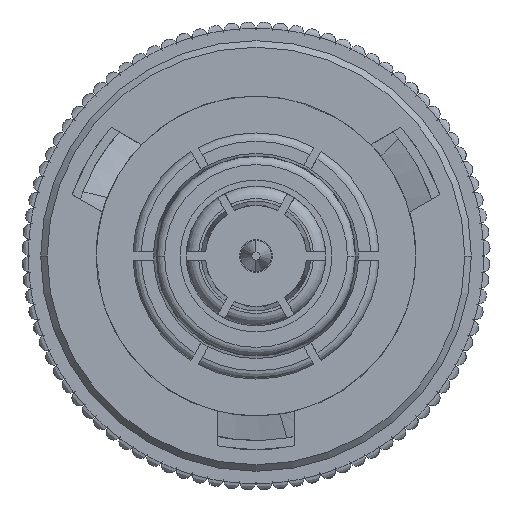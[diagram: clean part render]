
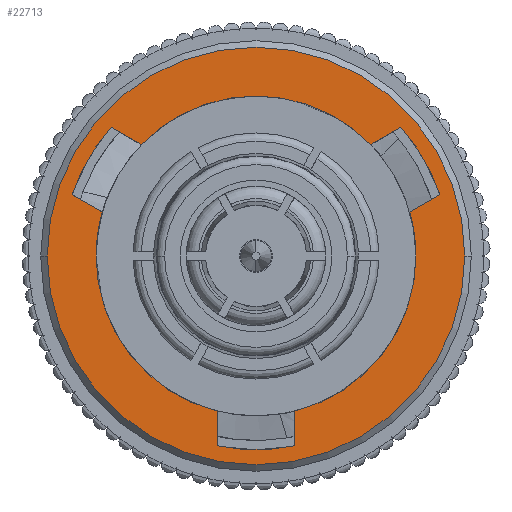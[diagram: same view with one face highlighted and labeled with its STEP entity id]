
A CAD part, left-side view. The second image highlights one B-rep face of the part: STEP entity #22713.
In plain terms, the highlighted face is planar.
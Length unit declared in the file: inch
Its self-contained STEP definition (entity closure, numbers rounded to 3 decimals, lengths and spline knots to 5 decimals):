
#522 = ORIENTED_EDGE ( 'NONE', *, *, #21486, .F. ) ;
#1146 = LINE ( 'NONE', #15264, #23194 ) ;
#1644 = DIRECTION ( 'NONE',  ( 1., 0., 0. ) ) ;
#1718 = DIRECTION ( 'NONE',  ( 0., 1., 0. ) ) ;
#1762 = FACE_OUTER_BOUND ( 'NONE', #25716, .T. ) ;
#1787 = ORIENTED_EDGE ( 'NONE', *, *, #5080, .F. ) ;
#1878 = AXIS2_PLACEMENT_3D ( 'NONE', #14400, #1644, #22702 ) ;
#1989 = DIRECTION ( 'NONE',  ( 1., 0., 0. ) ) ;
#2414 = VERTEX_POINT ( 'NONE', #4897 ) ;
#2458 = VERTEX_POINT ( 'NONE', #19392 ) ;
#3005 = CARTESIAN_POINT ( 'NONE',  ( 0., -0.05343, -0.18754 ) ) ;
#3049 = AXIS2_PLACEMENT_3D ( 'NONE', #25313, #4812, #21229 ) ;
#3506 = DIRECTION ( 'NONE',  ( 1., 0., 0. ) ) ;
#3538 = PLANE ( 'NONE',  #12858 ) ;
#3633 = DIRECTION ( 'NONE',  ( 0., 0., 1. ) ) ;
#3648 = DIRECTION ( 'NONE',  ( 0., 0., 1. ) ) ;
#3686 = CARTESIAN_POINT ( 'NONE',  ( 0., 0., 0. ) ) ;
#3828 = EDGE_CURVE ( 'NONE', #4904, #7786, #23779, .T. ) ;
#4770 = CARTESIAN_POINT ( 'NONE',  ( 0., 0., 0. ) ) ;
#4802 = ORIENTED_EDGE ( 'NONE', *, *, #11287, .F. ) ;
#4812 = DIRECTION ( 'NONE',  ( -1., 0., 0. ) ) ;
#4897 = CARTESIAN_POINT ( 'NONE',  ( 0., 0., -0.2545 ) ) ;
#4904 = VERTEX_POINT ( 'NONE', #22697 ) ;
#4990 = VERTEX_POINT ( 'NONE', #6931 ) ;
#5080 = EDGE_CURVE ( 'NONE', #25682, #2414, #7395, .T. ) ;
#5352 = VERTEX_POINT ( 'NONE', #13396 ) ;
#5682 = VERTEX_POINT ( 'NONE', #3005 ) ;
#5918 = CARTESIAN_POINT ( 'NONE',  ( 0., 0., 0.195 ) ) ;
#6228 = VERTEX_POINT ( 'NONE', #5918 ) ;
#6357 = ORIENTED_EDGE ( 'NONE', *, *, #14468, .F. ) ;
#6411 = DIRECTION ( 'NONE',  ( 0., 0.5, 0.866 ) ) ;
#6460 = CARTESIAN_POINT ( 'NONE',  ( 0., -0.07456, -0.22414 ) ) ;
#6499 = VECTOR ( 'NONE', #24447, 39.37008 ) ;
#6653 = CIRCLE ( 'NONE', #1878, 0.23622 ) ;
#6778 = AXIS2_PLACEMENT_3D ( 'NONE', #7196, #19562, #15452 ) ;
#6884 = ORIENTED_EDGE ( 'NONE', *, *, #11484, .T. ) ;
#6923 = DIRECTION ( 'NONE',  ( 0., 0., 1. ) ) ;
#6931 = CARTESIAN_POINT ( 'NONE',  ( 0., 0.2314, -0.0475 ) ) ;
#7196 = CARTESIAN_POINT ( 'NONE',  ( 0., 0., 0. ) ) ;
#7237 = EDGE_CURVE ( 'NONE', #14089, #22555, #6653, .T. ) ;
#7395 = CIRCLE ( 'NONE', #22584, 0.2545 ) ;
#7786 = VERTEX_POINT ( 'NONE', #20919 ) ;
#8437 = CARTESIAN_POINT ( 'NONE',  ( 0., -0.07456, -0.22414 ) ) ;
#8496 = LINE ( 'NONE', #16764, #12587 ) ;
#9030 = AXIS2_PLACEMENT_3D ( 'NONE', #4770, #10712, #6923 ) ;
#9183 = ORIENTED_EDGE ( 'NONE', *, *, #18225, .F. ) ;
#9327 = CARTESIAN_POINT ( 'NONE',  ( 0., 0., 0. ) ) ;
#9443 = EDGE_CURVE ( 'NONE', #22555, #25301, #1146, .T. ) ;
#9904 = DIRECTION ( 'NONE',  ( -1., 0., 0. ) ) ;
#9999 = EDGE_CURVE ( 'NONE', #2414, #25682, #19282, .T. ) ;
#10009 = CIRCLE ( 'NONE', #22624, 0.195 ) ;
#10250 = DIRECTION ( 'NONE',  ( 0., 0., 1. ) ) ;
#10670 = ORIENTED_EDGE ( 'NONE', *, *, #9999, .F. ) ;
#10712 = DIRECTION ( 'NONE',  ( -1., 0., 0. ) ) ;
#10760 = LINE ( 'NONE', #23549, #11909 ) ;
#10892 = AXIS2_PLACEMENT_3D ( 'NONE', #19932, #3506, #3633 ) ;
#11287 = EDGE_CURVE ( 'NONE', #14586, #5682, #14680, .T. ) ;
#11484 = EDGE_CURVE ( 'NONE', #6228, #2458, #11529, .T. ) ;
#11508 = CARTESIAN_POINT ( 'NONE',  ( 0., -0.15683, 0.17664 ) ) ;
#11529 = CIRCLE ( 'NONE', #6778, 0.195 ) ;
#11742 = VECTOR ( 'NONE', #21059, 39.37008 ) ;
#11895 = DIRECTION ( 'NONE',  ( -1., 0., 0. ) ) ;
#11909 = VECTOR ( 'NONE', #19062, 39.37008 ) ;
#11933 = DIRECTION ( 'NONE',  ( 0., 0., 1. ) ) ;
#12048 = DIRECTION ( 'NONE',  ( -1., 0., 0. ) ) ;
#12587 = VECTOR ( 'NONE', #1718, 39.37008 ) ;
#12631 = CIRCLE ( 'NONE', #10892, 0.23622 ) ;
#12791 = AXIS2_PLACEMENT_3D ( 'NONE', #3686, #9904, #11933 ) ;
#12800 = EDGE_CURVE ( 'NONE', #26464, #2458, #10760, .T. ) ;
#12858 = AXIS2_PLACEMENT_3D ( 'NONE', #18452, #12048, #20087 ) ;
#12985 = CARTESIAN_POINT ( 'NONE',  ( 0., -0.07456, 0.22414 ) ) ;
#13072 = VERTEX_POINT ( 'NONE', #18208 ) ;
#13396 = CARTESIAN_POINT ( 'NONE',  ( 0., -0.1357, -0.14004 ) ) ;
#13994 = ORIENTED_EDGE ( 'NONE', *, *, #7237, .F. ) ;
#14089 = VERTEX_POINT ( 'NONE', #12985 ) ;
#14400 = CARTESIAN_POINT ( 'NONE',  ( 0., 0., 0. ) ) ;
#14468 = EDGE_CURVE ( 'NONE', #13072, #14586, #22406, .T. ) ;
#14586 = VERTEX_POINT ( 'NONE', #6460 ) ;
#14680 = LINE ( 'NONE', #8437, #19331 ) ;
#15264 = CARTESIAN_POINT ( 'NONE',  ( 0., -0.15683, 0.17664 ) ) ;
#15452 = DIRECTION ( 'NONE',  ( 0., 0., 1. ) ) ;
#15508 = DIRECTION ( 'NONE',  ( -1., 0., 0. ) ) ;
#15557 = CIRCLE ( 'NONE', #3049, 0.195 ) ;
#15558 = DIRECTION ( 'NONE',  ( -1., 0., 0. ) ) ;
#16138 = LINE ( 'NONE', #18335, #6499 ) ;
#16636 = CARTESIAN_POINT ( 'NONE',  ( 0., -0.05343, 0.18754 ) ) ;
#16764 = CARTESIAN_POINT ( 'NONE',  ( 0., 0.2314, -0.0475 ) ) ;
#17109 = ORIENTED_EDGE ( 'NONE', *, *, #12800, .F. ) ;
#17221 = ORIENTED_EDGE ( 'NONE', *, *, #25980, .T. ) ;
#17227 = ORIENTED_EDGE ( 'NONE', *, *, #3828, .T. ) ;
#17244 = EDGE_CURVE ( 'NONE', #5352, #13072, #25666, .T. ) ;
#18208 = CARTESIAN_POINT ( 'NONE',  ( 0., -0.15683, -0.17664 ) ) ;
#18225 = EDGE_CURVE ( 'NONE', #24256, #14089, #16138, .T. ) ;
#18335 = CARTESIAN_POINT ( 'NONE',  ( 0., -0.07456, 0.22414 ) ) ;
#18452 = CARTESIAN_POINT ( 'NONE',  ( 0., 0.195, 0. ) ) ;
#19062 = DIRECTION ( 'NONE',  ( 0., -1., 0. ) ) ;
#19155 = CARTESIAN_POINT ( 'NONE',  ( 0., -0.15683, -0.17664 ) ) ;
#19282 = CIRCLE ( 'NONE', #12791, 0.2545 ) ;
#19331 = VECTOR ( 'NONE', #6411, 39.37008 ) ;
#19352 = EDGE_CURVE ( 'NONE', #5352, #25301, #22169, .T. ) ;
#19392 = CARTESIAN_POINT ( 'NONE',  ( 0., 0.18913, 0.0475 ) ) ;
#19562 = DIRECTION ( 'NONE',  ( -1., 0., 0. ) ) ;
#19740 = DIRECTION ( 'NONE',  ( 0., 0., 1. ) ) ;
#19872 = ORIENTED_EDGE ( 'NONE', *, *, #20578, .F. ) ;
#19932 = CARTESIAN_POINT ( 'NONE',  ( 0., 0., 0. ) ) ;
#20087 = DIRECTION ( 'NONE',  ( 0., 0., 1. ) ) ;
#20575 = EDGE_CURVE ( 'NONE', #7786, #5682, #10009, .T. ) ;
#20578 = EDGE_CURVE ( 'NONE', #4990, #26464, #12631, .T. ) ;
#20799 = ORIENTED_EDGE ( 'NONE', *, *, #17244, .F. ) ;
#20919 = CARTESIAN_POINT ( 'NONE',  ( 0., 0., -0.195 ) ) ;
#21059 = DIRECTION ( 'NONE',  ( 0., -0.5, -0.866 ) ) ;
#21162 = CARTESIAN_POINT ( 'NONE',  ( 0., -0.1357, 0.14004 ) ) ;
#21229 = DIRECTION ( 'NONE',  ( 0., 0., 1. ) ) ;
#21486 = EDGE_CURVE ( 'NONE', #4904, #4990, #8496, .T. ) ;
#21524 = DIRECTION ( 'NONE',  ( 0., 0.5, -0.866 ) ) ;
#21684 = ORIENTED_EDGE ( 'NONE', *, *, #20575, .T. ) ;
#22099 = DIRECTION ( 'NONE',  ( 0., 0., 1. ) ) ;
#22128 = FACE_BOUND ( 'NONE', #24734, .T. ) ;
#22169 = CIRCLE ( 'NONE', #26084, 0.195 ) ;
#22378 = CARTESIAN_POINT ( 'NONE',  ( 0., 0., 0. ) ) ;
#22406 = CIRCLE ( 'NONE', #25025, 0.23622 ) ;
#22555 = VERTEX_POINT ( 'NONE', #11508 ) ;
#22584 = AXIS2_PLACEMENT_3D ( 'NONE', #22378, #11895, #3648 ) ;
#22624 = AXIS2_PLACEMENT_3D ( 'NONE', #9327, #15558, #22099 ) ;
#22697 = CARTESIAN_POINT ( 'NONE',  ( 0., 0.18913, -0.0475 ) ) ;
#22702 = DIRECTION ( 'NONE',  ( 0., 0., 1. ) ) ;
#22713 = ADVANCED_FACE ( 'NONE', ( #1762, #22128 ), #3538, .F. ) ;
#23194 = VECTOR ( 'NONE', #21524, 39.37008 ) ;
#23549 = CARTESIAN_POINT ( 'NONE',  ( 0., 0.2314, 0.0475 ) ) ;
#23779 = CIRCLE ( 'NONE', #9030, 0.195 ) ;
#24256 = VERTEX_POINT ( 'NONE', #16636 ) ;
#24447 = DIRECTION ( 'NONE',  ( 0., -0.5, 0.866 ) ) ;
#24631 = ORIENTED_EDGE ( 'NONE', *, *, #9443, .F. ) ;
#24734 = EDGE_LOOP ( 'NONE', ( #17227, #21684, #4802, #6357, #20799, #26747, #24631, #13994, #9183, #17221, #6884, #17109, #19872, #522 ) ) ;
#25025 = AXIS2_PLACEMENT_3D ( 'NONE', #26552, #1989, #10250 ) ;
#25110 = CARTESIAN_POINT ( 'NONE',  ( 0., 0.2314, 0.0475 ) ) ;
#25301 = VERTEX_POINT ( 'NONE', #21162 ) ;
#25313 = CARTESIAN_POINT ( 'NONE',  ( 0., 0., 0. ) ) ;
#25666 = LINE ( 'NONE', #19155, #11742 ) ;
#25682 = VERTEX_POINT ( 'NONE', #26382 ) ;
#25716 = EDGE_LOOP ( 'NONE', ( #1787, #10670 ) ) ;
#25980 = EDGE_CURVE ( 'NONE', #24256, #6228, #15557, .T. ) ;
#25989 = CARTESIAN_POINT ( 'NONE',  ( 0., 0., 0. ) ) ;
#26084 = AXIS2_PLACEMENT_3D ( 'NONE', #25989, #15508, #19740 ) ;
#26382 = CARTESIAN_POINT ( 'NONE',  ( 0., 0., 0.2545 ) ) ;
#26464 = VERTEX_POINT ( 'NONE', #25110 ) ;
#26552 = CARTESIAN_POINT ( 'NONE',  ( 0., 0., 0. ) ) ;
#26747 = ORIENTED_EDGE ( 'NONE', *, *, #19352, .T. ) ;
